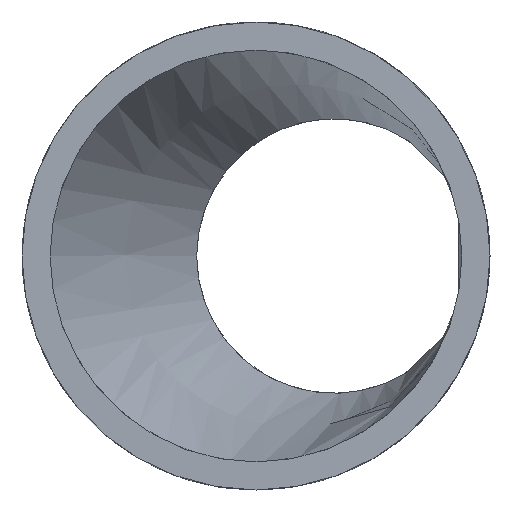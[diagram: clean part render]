
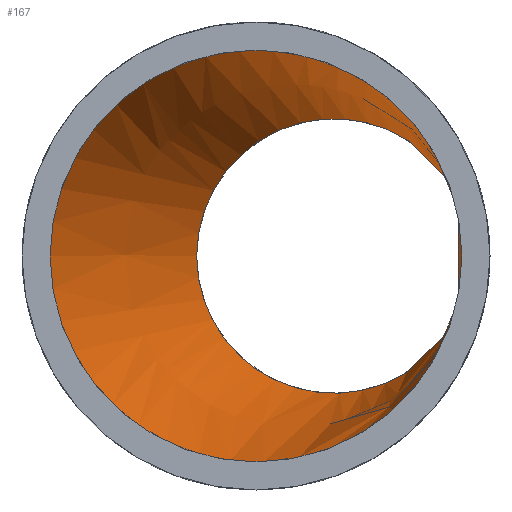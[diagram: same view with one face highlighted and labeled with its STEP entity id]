
A CAD part, left-side view. The second image highlights one B-rep face of the part: STEP entity #167.
In plain terms, the highlighted free-form (B-spline) face has degree [1, 2] with [2, 9] control points.
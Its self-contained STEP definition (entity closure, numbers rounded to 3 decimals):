
#31=CIRCLE('',#195,33.);
#32=CIRCLE('',#196,33.);
#33=CIRCLE('',#197,22.);
#34=CIRCLE('',#198,22.);
#35=CIRCLE('',#199,22.);
#36=CIRCLE('',#200,22.);
#37=CIRCLE('',#201,33.);
#38=CIRCLE('',#202,33.);
#43=(
BOUNDED_SURFACE()
B_SPLINE_SURFACE(1,2,((#682,#683,#684,#685,#686,#687,#688,#689,#690),(#691,
#692,#693,#694,#695,#696,#697,#698,#699)),.UNSPECIFIED.,.F.,.T.,.F.)
B_SPLINE_SURFACE_WITH_KNOTS((2,2),(3,2,2,2,3),(-0.207,1.971),
(-3.142,-1.571,0.,1.571,3.142),
 .UNSPECIFIED.)
GEOMETRIC_REPRESENTATION_ITEM()
RATIONAL_B_SPLINE_SURFACE(((1.,0.707,1.,0.707,1.,
0.707,1.,0.707,1.),(1.,0.707,1.,0.707,
1.,0.707,1.,0.707,1.)))
REPRESENTATION_ITEM('')
SURFACE()
);
#47=FACE_OUTER_BOUND('',#57,.T.);
#57=EDGE_LOOP('',(#121,#122,#123,#124,#125,#126,#127,#128,#129,#130));
#73=B_SPLINE_CURVE_WITH_KNOTS('',1,(#706,#707),.UNSPECIFIED.,.F.,.F.,(2,
2),(0.008,1.832),.UNSPECIFIED.);
#79=VERTEX_POINT('',#700);
#80=VERTEX_POINT('',#701);
#81=VERTEX_POINT('',#703);
#82=VERTEX_POINT('',#705);
#83=VERTEX_POINT('',#708);
#84=VERTEX_POINT('',#710);
#85=VERTEX_POINT('',#712);
#86=VERTEX_POINT('',#715);
#97=EDGE_CURVE('',#79,#80,#31,.T.);
#98=EDGE_CURVE('',#80,#81,#32,.T.);
#99=EDGE_CURVE('',#81,#82,#73,.T.);
#100=EDGE_CURVE('',#82,#83,#33,.T.);
#101=EDGE_CURVE('',#83,#84,#34,.T.);
#102=EDGE_CURVE('',#84,#85,#35,.T.);
#103=EDGE_CURVE('',#85,#82,#36,.T.);
#104=EDGE_CURVE('',#81,#86,#37,.T.);
#105=EDGE_CURVE('',#86,#79,#38,.T.);
#121=ORIENTED_EDGE('',*,*,#97,.T.);
#122=ORIENTED_EDGE('',*,*,#98,.T.);
#123=ORIENTED_EDGE('',*,*,#99,.T.);
#124=ORIENTED_EDGE('',*,*,#100,.T.);
#125=ORIENTED_EDGE('',*,*,#101,.T.);
#126=ORIENTED_EDGE('',*,*,#102,.T.);
#127=ORIENTED_EDGE('',*,*,#103,.T.);
#128=ORIENTED_EDGE('',*,*,#99,.F.);
#129=ORIENTED_EDGE('',*,*,#104,.T.);
#130=ORIENTED_EDGE('',*,*,#105,.T.);
#167=ADVANCED_FACE('',(#47),#43,.T.);
#195=AXIS2_PLACEMENT_3D('',#702,#215,#216);
#196=AXIS2_PLACEMENT_3D('',#704,#217,#218);
#197=AXIS2_PLACEMENT_3D('',#709,#219,#220);
#198=AXIS2_PLACEMENT_3D('',#711,#221,#222);
#199=AXIS2_PLACEMENT_3D('',#713,#223,#224);
#200=AXIS2_PLACEMENT_3D('',#714,#225,#226);
#201=AXIS2_PLACEMENT_3D('',#716,#227,#228);
#202=AXIS2_PLACEMENT_3D('',#717,#229,#230);
#215=DIRECTION('center_axis',(-1.,0.,0.));
#216=DIRECTION('ref_axis',(0.,-1.,0.));
#217=DIRECTION('center_axis',(-1.,0.,0.));
#218=DIRECTION('ref_axis',(0.,-1.,0.));
#219=DIRECTION('center_axis',(1.,0.,0.));
#220=DIRECTION('ref_axis',(0.,-1.,0.));
#221=DIRECTION('center_axis',(1.,0.,0.));
#222=DIRECTION('ref_axis',(0.,-1.,0.));
#223=DIRECTION('center_axis',(1.,0.,0.));
#224=DIRECTION('ref_axis',(0.,-1.,0.));
#225=DIRECTION('center_axis',(1.,0.,0.));
#226=DIRECTION('ref_axis',(0.,-1.,0.));
#227=DIRECTION('center_axis',(-1.,0.,0.));
#228=DIRECTION('ref_axis',(0.,-1.,0.));
#229=DIRECTION('center_axis',(-1.,0.,0.));
#230=DIRECTION('ref_axis',(0.,-1.,0.));
#682=CARTESIAN_POINT('Ctrl Pts',(74.161,12.677,-34.272));
#683=CARTESIAN_POINT('Ctrl Pts',(81.,45.5,-34.272));
#684=CARTESIAN_POINT('Ctrl Pts',(81.,45.5,0.));
#685=CARTESIAN_POINT('Ctrl Pts',(81.,45.5,34.272));
#686=CARTESIAN_POINT('Ctrl Pts',(74.161,12.677,34.272));
#687=CARTESIAN_POINT('Ctrl Pts',(67.323,-20.146,34.272));
#688=CARTESIAN_POINT('Ctrl Pts',(67.323,-20.146,0.));
#689=CARTESIAN_POINT('Ctrl Pts',(67.323,-20.146,-34.272));
#690=CARTESIAN_POINT('Ctrl Pts',(74.161,12.677,-34.272));
#691=CARTESIAN_POINT('Ctrl Pts',(143.391,-1.747,-21.152));
#692=CARTESIAN_POINT('Ctrl Pts',(147.611,18.511,-21.152));
#693=CARTESIAN_POINT('Ctrl Pts',(147.611,18.511,0.));
#694=CARTESIAN_POINT('Ctrl Pts',(147.611,18.511,21.152));
#695=CARTESIAN_POINT('Ctrl Pts',(143.391,-1.747,21.152));
#696=CARTESIAN_POINT('Ctrl Pts',(139.17,-22.004,21.152));
#697=CARTESIAN_POINT('Ctrl Pts',(139.17,-22.004,0.));
#698=CARTESIAN_POINT('Ctrl Pts',(139.17,-22.004,-21.152));
#699=CARTESIAN_POINT('Ctrl Pts',(143.391,-1.747,-21.152));
#700=CARTESIAN_POINT('',(81.,-16.54,15.674));
#701=CARTESIAN_POINT('',(81.,45.5,0.));
#702=CARTESIAN_POINT('Origin',(81.,12.5,0.));
#703=CARTESIAN_POINT('',(81.,11.252,-32.976));
#704=CARTESIAN_POINT('Origin',(81.,12.5,0.));
#705=CARTESIAN_POINT('',(139.,-0.832,-21.984));
#706=CARTESIAN_POINT('Ctrl Pts',(81.,11.252,-32.976));
#707=CARTESIAN_POINT('Ctrl Pts',(139.,-0.832,-21.984));
#708=CARTESIAN_POINT('',(139.,22.,0.));
#709=CARTESIAN_POINT('Origin',(139.,0.,0.));
#710=CARTESIAN_POINT('',(139.,-19.36,10.449));
#711=CARTESIAN_POINT('Origin',(139.,0.,0.));
#712=CARTESIAN_POINT('',(139.,-19.36,-10.449));
#713=CARTESIAN_POINT('Origin',(139.,0.,0.));
#714=CARTESIAN_POINT('Origin',(139.,0.,0.));
#715=CARTESIAN_POINT('',(81.,-16.54,-15.674));
#716=CARTESIAN_POINT('Origin',(81.,12.5,0.));
#717=CARTESIAN_POINT('Origin',(81.,12.5,0.));
